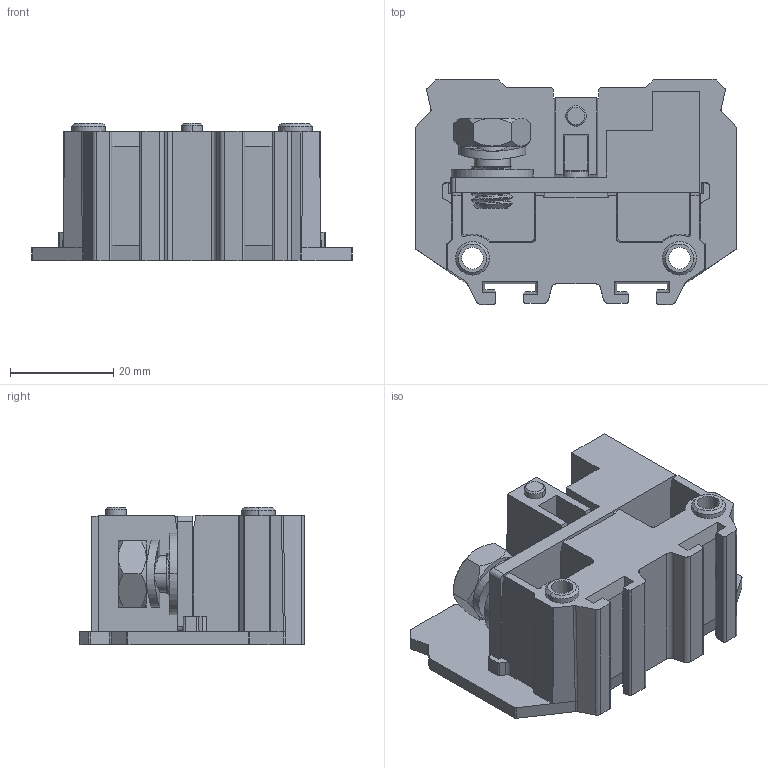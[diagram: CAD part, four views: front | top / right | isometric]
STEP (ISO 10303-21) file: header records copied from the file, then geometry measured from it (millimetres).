
FILE_DESCRIPTION((''),'2;1');
FILE_NAME('UTD-100I／4×16','2021-11-23T',('Administrator'),(''),'PRO/ENGINEER BY PARAMETRIC TECHNOLOGY CORPORATION, 2013230','PRO/ENGINEER BY PARAMETRIC TECHNOLOGY CORPORATION, 2013230','');
FILE_SCHEMA(('CONFIG_CONTROL_DESIGN'));
Length unit declared in the file: millimetre
Products named in the file (1): UTD-100Iㄞ4℅16
Bounding box: 62 x 43.5 x 26.5 mm (x, y, z)
Volume: 28202.6 mm3; surface area: 17316.2 mm2
Topology: 1 solids, 1 shells, 367 faces, 1038 edges, 675 vertices
Faces by surface type: plane 186, cylinder 127, cone 30, bspline 20, sphere 2, extrusion 1, torus 1
Entity records: 15296 total; most frequent: CARTESIAN_POINT 5931, ORIENTED_EDGE 2068, DIRECTION 1776, EDGE_CURVE 1034, VERTEX_POINT 675, VECTOR 614, LINE 613, AXIS2_PLACEMENT_3D 581
